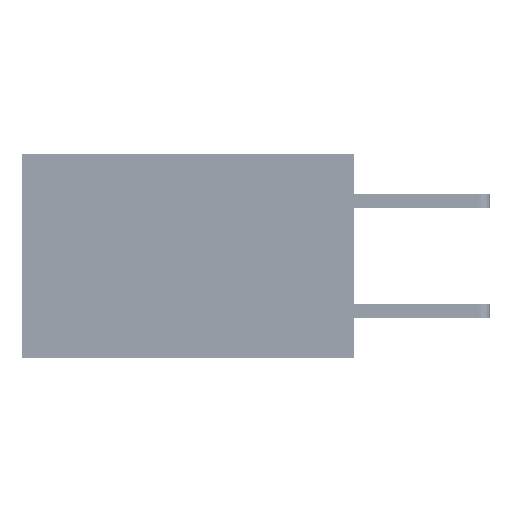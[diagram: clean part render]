
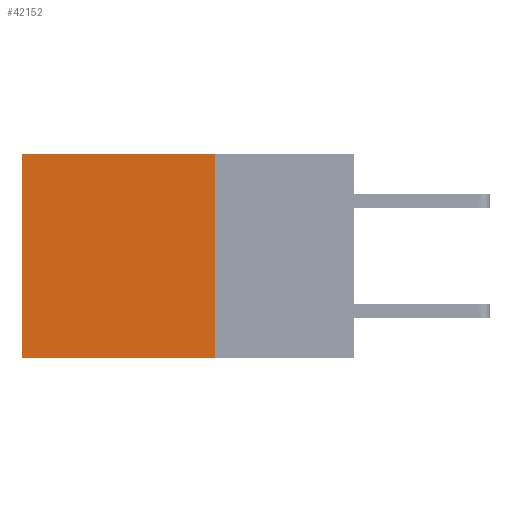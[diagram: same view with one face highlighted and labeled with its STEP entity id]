
A CAD part, left-side view. The second image highlights one B-rep face of the part: STEP entity #42152.
In plain terms, the highlighted planar face has unit normal (-1, 0, 0).
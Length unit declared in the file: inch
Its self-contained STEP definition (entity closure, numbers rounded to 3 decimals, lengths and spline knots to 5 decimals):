
#1813 = VECTOR ( 'NONE', #34035, 39.37008 ) ;
#2347 = LINE ( 'NONE', #2595, #7532 ) ;
#2595 = CARTESIAN_POINT ( 'NONE',  ( 0.2875, 0.6, 0. ) ) ;
#4470 = CARTESIAN_POINT ( 'NONE',  ( 0.2875, 0.25, 0. ) ) ;
#4603 = ORIENTED_EDGE ( 'NONE', *, *, #33576, .T. ) ;
#4634 = CARTESIAN_POINT ( 'NONE',  ( 0.2875, 0.25, 0. ) ) ;
#6044 = VERTEX_POINT ( 'NONE', #8933 ) ;
#7532 = VECTOR ( 'NONE', #25234, 39.37008 ) ;
#8933 = CARTESIAN_POINT ( 'NONE',  ( 0.2875, 0.25, -0.37 ) ) ;
#9072 = CARTESIAN_POINT ( 'NONE',  ( 0.2875, 0.25, 0. ) ) ;
#9591 = VERTEX_POINT ( 'NONE', #4470 ) ;
#9804 = PLANE ( 'NONE',  #47952 ) ;
#12155 = DIRECTION ( 'NONE',  ( 0., 1., 0. ) ) ;
#13043 = VECTOR ( 'NONE', #12155, 39.37008 ) ;
#14147 = EDGE_CURVE ( 'NONE', #9591, #47244, #30782, .T. ) ;
#18878 = CARTESIAN_POINT ( 'NONE',  ( 0.2875, 0.25, -0.37 ) ) ;
#19326 = ORIENTED_EDGE ( 'NONE', *, *, #24176, .F. ) ;
#22015 = EDGE_CURVE ( 'NONE', #6044, #24022, #34594, .T. ) ;
#24022 = VERTEX_POINT ( 'NONE', #39186 ) ;
#24176 = EDGE_CURVE ( 'NONE', #9591, #6044, #29002, .T. ) ;
#24491 = DIRECTION ( 'NONE',  ( 1., 0., 0. ) ) ;
#25089 = EDGE_LOOP ( 'NONE', ( #4603, #27639, #19326, #38308 ) ) ;
#25234 = DIRECTION ( 'NONE',  ( 0., 0., -1. ) ) ;
#25244 = CARTESIAN_POINT ( 'NONE',  ( 0.2875, 0.25, 0. ) ) ;
#27639 = ORIENTED_EDGE ( 'NONE', *, *, #22015, .F. ) ;
#28992 = DIRECTION ( 'NONE',  ( 0., 0., -1. ) ) ;
#29002 = LINE ( 'NONE', #25244, #32678 ) ;
#30782 = LINE ( 'NONE', #4634, #1813 ) ;
#32678 = VECTOR ( 'NONE', #40934, 39.37008 ) ;
#33576 = EDGE_CURVE ( 'NONE', #47244, #24022, #2347, .T. ) ;
#34035 = DIRECTION ( 'NONE',  ( 0., 1., 0. ) ) ;
#34594 = LINE ( 'NONE', #18878, #13043 ) ;
#38308 = ORIENTED_EDGE ( 'NONE', *, *, #14147, .T. ) ;
#38512 = CARTESIAN_POINT ( 'NONE',  ( 0.2875, 0.6, 0. ) ) ;
#39186 = CARTESIAN_POINT ( 'NONE',  ( 0.2875, 0.6, -0.37 ) ) ;
#40934 = DIRECTION ( 'NONE',  ( 0., 0., -1. ) ) ;
#42152 = ADVANCED_FACE ( 'NONE', ( #43660 ), #9804, .F. ) ;
#43660 = FACE_OUTER_BOUND ( 'NONE', #25089, .T. ) ;
#47244 = VERTEX_POINT ( 'NONE', #38512 ) ;
#47952 = AXIS2_PLACEMENT_3D ( 'NONE', #9072, #24491, #28992 ) ;
